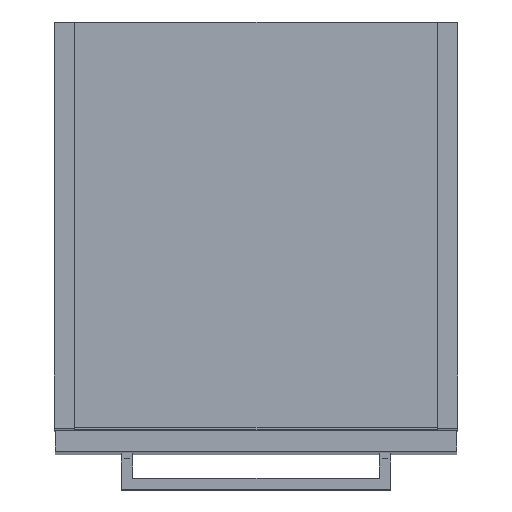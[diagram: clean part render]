
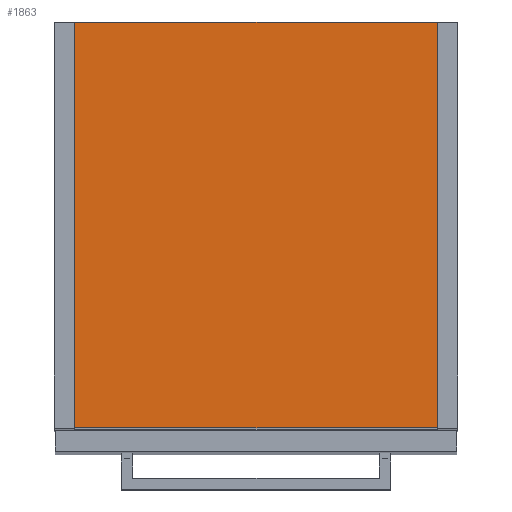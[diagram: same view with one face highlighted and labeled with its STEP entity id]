
A CAD part, top view. The second image highlights one B-rep face of the part: STEP entity #1863.
In plain terms, the highlighted planar face has unit normal (0, 0, 1).
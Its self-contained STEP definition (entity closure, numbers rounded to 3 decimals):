
#111=FACE_OUTER_BOUND('',#229,.T.);
#229=EDGE_LOOP('',(#1401,#1402,#1403,#1404));
#405=LINE('',#2778,#645);
#412=LINE('',#2792,#652);
#413=LINE('',#2794,#653);
#414=LINE('',#2795,#654);
#645=VECTOR('',#2264,352.);
#652=VECTOR('',#2277,314.);
#653=VECTOR('',#2278,352.);
#654=VECTOR('',#2279,314.);
#854=VERTEX_POINT('',#2775);
#855=VERTEX_POINT('',#2777);
#859=VERTEX_POINT('',#2791);
#860=VERTEX_POINT('',#2793);
#1053=EDGE_CURVE('',#855,#854,#405,.T.);
#1060=EDGE_CURVE('',#854,#859,#412,.T.);
#1061=EDGE_CURVE('',#859,#860,#413,.T.);
#1062=EDGE_CURVE('',#860,#855,#414,.T.);
#1401=ORIENTED_EDGE('',*,*,#1053,.T.);
#1402=ORIENTED_EDGE('',*,*,#1060,.T.);
#1403=ORIENTED_EDGE('',*,*,#1061,.T.);
#1404=ORIENTED_EDGE('',*,*,#1062,.T.);
#1749=PLANE('',#1996);
#1863=ADVANCED_FACE('',(#111),#1749,.F.);
#1996=AXIS2_PLACEMENT_3D('',#2790,#2275,#2276);
#2264=DIRECTION('',(0.,1.,0.));
#2275=DIRECTION('center_axis',(0.,0.,-1.));
#2276=DIRECTION('ref_axis',(1.,0.,0.));
#2277=DIRECTION('',(-1.,0.,0.));
#2278=DIRECTION('',(0.,-1.,0.));
#2279=DIRECTION('',(1.,0.,0.));
#2775=CARTESIAN_POINT('',(332.,352.2,1759.5));
#2777=CARTESIAN_POINT('',(332.,0.2,1759.5));
#2778=CARTESIAN_POINT('',(332.,176.2,1759.5));
#2790=CARTESIAN_POINT('Origin',(175.,176.2,1759.5));
#2791=CARTESIAN_POINT('',(18.,352.2,1759.5));
#2792=CARTESIAN_POINT('',(175.,352.2,1759.5));
#2793=CARTESIAN_POINT('',(18.,0.2,1759.5));
#2794=CARTESIAN_POINT('',(18.,176.2,1759.5));
#2795=CARTESIAN_POINT('',(175.,0.2,1759.5));
